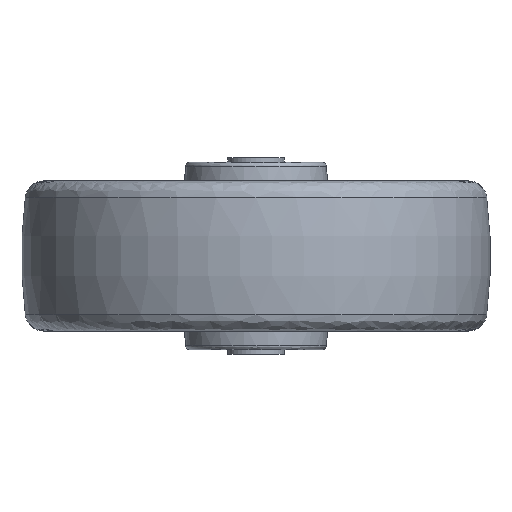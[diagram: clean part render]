
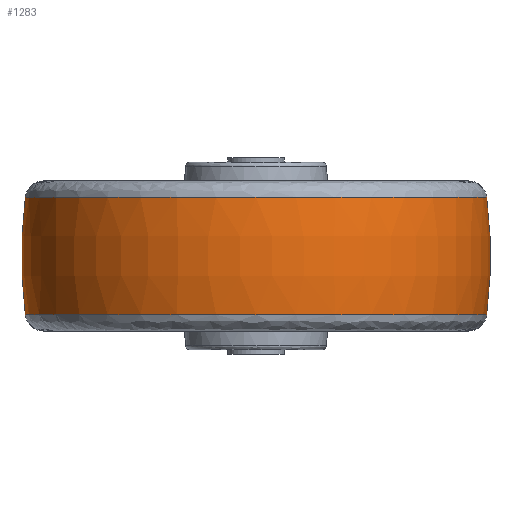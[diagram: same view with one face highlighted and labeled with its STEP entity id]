
A CAD part, front view. The second image highlights one B-rep face of the part: STEP entity #1283.
In plain terms, the highlighted toroidal (fillet/blend) face has major radius 50 mm and minor radius 100 mm.
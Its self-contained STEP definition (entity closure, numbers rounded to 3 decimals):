
#59 = DIRECTION ( 'NONE',  ( -1., 0., 0. ) ) ;
#115 = CIRCLE ( 'NONE', #1606, 100. ) ;
#351 = CARTESIAN_POINT ( 'NONE',  ( 0., 0., 12.5 ) ) ;
#387 = DIRECTION ( 'NONE',  ( 0., 0., -1. ) ) ;
#561 = AXIS2_PLACEMENT_3D ( 'NONE', #2179, #793, #1652 ) ;
#578 = ORIENTED_EDGE ( 'NONE', *, *, #1061, .F. ) ;
#756 = DIRECTION ( 'NONE',  ( -1., 0., 0. ) ) ;
#793 = DIRECTION ( 'NONE',  ( 0., 0., 1. ) ) ;
#977 = VERTEX_POINT ( 'NONE', #2077 ) ;
#1000 = VERTEX_POINT ( 'NONE', #2489 ) ;
#1034 = VERTEX_POINT ( 'NONE', #1134 ) ;
#1061 = EDGE_CURVE ( 'NONE', #977, #1034, #115, .T. ) ;
#1134 = CARTESIAN_POINT ( 'NONE',  ( 49.216, 0., -12.5 ) ) ;
#1277 = DIRECTION ( 'NONE',  ( 0., -1., 0. ) ) ;
#1283 = ADVANCED_FACE ( 'NONE', ( #2107 ), #1360, .T. ) ;
#1307 = AXIS2_PLACEMENT_3D ( 'NONE', #351, #387, #3363 ) ;
#1360 = TOROIDAL_SURFACE ( 'NONE', #1648, -50., 100. ) ;
#1404 = CARTESIAN_POINT ( 'NONE',  ( -50., 0., 0. ) ) ;
#1558 = CARTESIAN_POINT ( 'NONE',  ( 0., 0., 0. ) ) ;
#1578 = ORIENTED_EDGE ( 'NONE', *, *, #1841, .T. ) ;
#1606 = AXIS2_PLACEMENT_3D ( 'NONE', #1404, #3100, #59 ) ;
#1648 = AXIS2_PLACEMENT_3D ( 'NONE', #1558, #3244, #756 ) ;
#1650 = CIRCLE ( 'NONE', #561, 49.216 ) ;
#1652 = DIRECTION ( 'NONE',  ( 0.998, 0.063, 0. ) ) ;
#1741 = EDGE_CURVE ( 'NONE', #977, #3349, #3202, .T. ) ;
#1841 = EDGE_CURVE ( 'NONE', #1000, #1034, #1650, .T. ) ;
#1933 = EDGE_LOOP ( 'NONE', ( #578, #3528, #2717, #1578 ) ) ;
#2054 = AXIS2_PLACEMENT_3D ( 'NONE', #3457, #1277, #2898 ) ;
#2077 = CARTESIAN_POINT ( 'NONE',  ( 49.216, 0., 12.5 ) ) ;
#2107 = FACE_OUTER_BOUND ( 'NONE', #1933, .T. ) ;
#2111 = CIRCLE ( 'NONE', #2054, 100. ) ;
#2179 = CARTESIAN_POINT ( 'NONE',  ( 0., 0., -12.5 ) ) ;
#2489 = CARTESIAN_POINT ( 'NONE',  ( -49.216, 0., -12.5 ) ) ;
#2717 = ORIENTED_EDGE ( 'NONE', *, *, #3251, .T. ) ;
#2898 = DIRECTION ( 'NONE',  ( 0., 0., -1. ) ) ;
#3100 = DIRECTION ( 'NONE',  ( 0., 1., 0. ) ) ;
#3150 = CARTESIAN_POINT ( 'NONE',  ( -49.216, 0., 12.5 ) ) ;
#3202 = CIRCLE ( 'NONE', #1307, 49.216 ) ;
#3244 = DIRECTION ( 'NONE',  ( 0., 0., -1. ) ) ;
#3251 = EDGE_CURVE ( 'NONE', #3349, #1000, #2111, .T. ) ;
#3349 = VERTEX_POINT ( 'NONE', #3150 ) ;
#3363 = DIRECTION ( 'NONE',  ( 0.998, 0.063, 0. ) ) ;
#3457 = CARTESIAN_POINT ( 'NONE',  ( 50., 0., 0. ) ) ;
#3528 = ORIENTED_EDGE ( 'NONE', *, *, #1741, .T. ) ;
